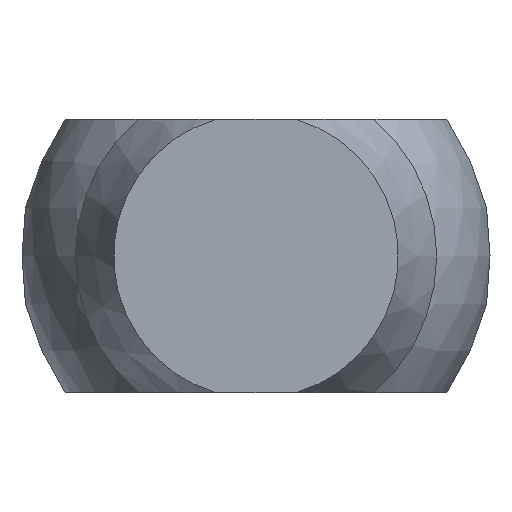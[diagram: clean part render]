
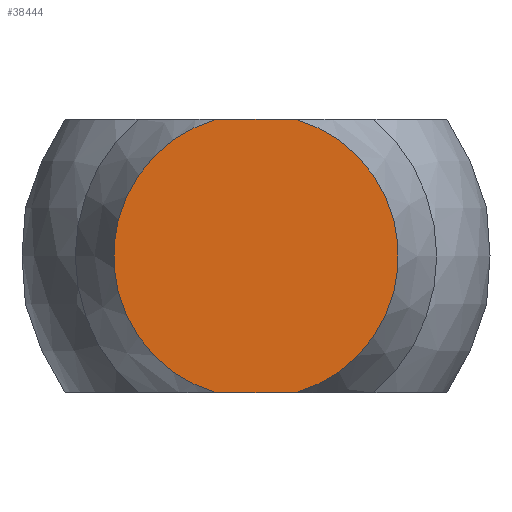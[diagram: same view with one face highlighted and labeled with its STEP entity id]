
A CAD part, left-side view. The second image highlights one B-rep face of the part: STEP entity #38444.
In plain terms, the highlighted planar face has unit normal (-1, 0, 0).
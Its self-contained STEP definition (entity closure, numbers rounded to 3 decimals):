
#722 = PLANE('',#723);
#723 = AXIS2_PLACEMENT_3D('',#724,#725,#726);
#724 = CARTESIAN_POINT('',(0.,6.25,2.5));
#725 = DIRECTION('',(0.,0.,1.));
#726 = DIRECTION('',(0.,-1.,0.));
#36123 = VERTEX_POINT('',#36124);
#36124 = CARTESIAN_POINT('',(-62.5,0.714,2.5));
#36138 = CONICAL_SURFACE('',#36139,2.95,0.391);
#36139 = AXIS2_PLACEMENT_3D('',#36140,#36141,#36142);
#36140 = CARTESIAN_POINT('',(-61.65,0.,0.));
#36141 = DIRECTION('',(1.,0.,0.));
#36142 = DIRECTION('',(-0.,1.,0.));
#36172 = EDGE_CURVE('',#36173,#36123,#36175,.T.);
#36173 = VERTEX_POINT('',#36174);
#36174 = CARTESIAN_POINT('',(-62.5,-0.714,2.5));
#36175 = SURFACE_CURVE('',#36176,(#36180,#36187),.PCURVE_S1.);
#36176 = LINE('',#36177,#36178);
#36177 = CARTESIAN_POINT('',(-62.5,3.125,2.5));
#36178 = VECTOR('',#36179,1.);
#36179 = DIRECTION('',(0.,1.,0.));
#36180 = PCURVE('',#722,#36181);
#36181 = DEFINITIONAL_REPRESENTATION('',(#36182),#36186);
#36182 = LINE('',#36183,#36184);
#36183 = CARTESIAN_POINT('',(3.125,-62.5));
#36184 = VECTOR('',#36185,1.);
#36185 = DIRECTION('',(-1.,0.));
#36186 = ( GEOMETRIC_REPRESENTATION_CONTEXT(2) 
PARAMETRIC_REPRESENTATION_CONTEXT() REPRESENTATION_CONTEXT('2D SPACE',''
  ) );
#36187 = PCURVE('',#36188,#36193);
#36188 = PLANE('',#36189);
#36189 = AXIS2_PLACEMENT_3D('',#36190,#36191,#36192);
#36190 = CARTESIAN_POINT('',(-62.5,0.,0.));
#36191 = DIRECTION('',(1.,0.,0.));
#36192 = DIRECTION('',(0.,0.,-1.));
#36193 = DEFINITIONAL_REPRESENTATION('',(#36194),#36198);
#36194 = LINE('',#36195,#36196);
#36195 = CARTESIAN_POINT('',(-2.5,3.125));
#36196 = VECTOR('',#36197,1.);
#36197 = DIRECTION('',(0.,1.));
#36198 = ( GEOMETRIC_REPRESENTATION_CONTEXT(2) 
PARAMETRIC_REPRESENTATION_CONTEXT() REPRESENTATION_CONTEXT('2D SPACE',''
  ) );
#36216 = CONICAL_SURFACE('',#36217,2.95,0.391);
#36217 = AXIS2_PLACEMENT_3D('',#36218,#36219,#36220);
#36218 = CARTESIAN_POINT('',(-61.65,0.,0.));
#36219 = DIRECTION('',(1.,0.,0.));
#36220 = DIRECTION('',(0.,-1.,0.));
#37675 = PLANE('',#37676);
#37676 = AXIS2_PLACEMENT_3D('',#37677,#37678,#37679);
#37677 = CARTESIAN_POINT('',(0.,-6.25,-2.5));
#37678 = DIRECTION('',(0.,0.,-1.));
#37679 = DIRECTION('',(0.,1.,0.));
#38375 = VERTEX_POINT('',#38376);
#38376 = CARTESIAN_POINT('',(-62.5,0.714,-2.5));
#38419 = EDGE_CURVE('',#36123,#38375,#38420,.T.);
#38420 = SURFACE_CURVE('',#38421,(#38426,#38433),.PCURVE_S1.);
#38421 = CIRCLE('',#38422,2.6);
#38422 = AXIS2_PLACEMENT_3D('',#38423,#38424,#38425);
#38423 = CARTESIAN_POINT('',(-62.5,0.,0.));
#38424 = DIRECTION('',(-1.,0.,0.));
#38425 = DIRECTION('',(0.,1.,0.));
#38426 = PCURVE('',#36138,#38427);
#38427 = DEFINITIONAL_REPRESENTATION('',(#38428),#38432);
#38428 = LINE('',#38429,#38430);
#38429 = CARTESIAN_POINT('',(12.566,-0.85));
#38430 = VECTOR('',#38431,1.);
#38431 = DIRECTION('',(-1.,0.));
#38432 = ( GEOMETRIC_REPRESENTATION_CONTEXT(2) 
PARAMETRIC_REPRESENTATION_CONTEXT() REPRESENTATION_CONTEXT('2D SPACE',''
  ) );
#38433 = PCURVE('',#36188,#38434);
#38434 = DEFINITIONAL_REPRESENTATION('',(#38435),#38443);
#38435 = ( BOUNDED_CURVE() B_SPLINE_CURVE(2,(#38436,#38437,#38438,#38439
    ,#38440,#38441,#38442),.UNSPECIFIED.,.T.,.F.) 
B_SPLINE_CURVE_WITH_KNOTS((1,2,2,2,2,1),(-2.094,0.,
    2.094,4.189,6.283,8.378),
.UNSPECIFIED.) CURVE() GEOMETRIC_REPRESENTATION_ITEM() 
RATIONAL_B_SPLINE_CURVE((1.,0.5,1.,0.5,1.,0.5,1.)) REPRESENTATION_ITEM(
  '') );
#38436 = CARTESIAN_POINT('',(0.,2.6));
#38437 = CARTESIAN_POINT('',(4.503,2.6));
#38438 = CARTESIAN_POINT('',(2.252,-1.3));
#38439 = CARTESIAN_POINT('',(0.,-5.2));
#38440 = CARTESIAN_POINT('',(-2.252,-1.3));
#38441 = CARTESIAN_POINT('',(-4.503,2.6));
#38442 = CARTESIAN_POINT('',(0.,2.6));
#38443 = ( GEOMETRIC_REPRESENTATION_CONTEXT(2) 
PARAMETRIC_REPRESENTATION_CONTEXT() REPRESENTATION_CONTEXT('2D SPACE',''
  ) );
#38444 = ADVANCED_FACE('',(#38445),#36188,.F.);
#38445 = FACE_BOUND('',#38446,.T.);
#38446 = EDGE_LOOP('',(#38447,#38475,#38476,#38477));
#38447 = ORIENTED_EDGE('',*,*,#38448,.T.);
#38448 = EDGE_CURVE('',#38449,#36173,#38451,.T.);
#38449 = VERTEX_POINT('',#38450);
#38450 = CARTESIAN_POINT('',(-62.5,-0.714,-2.5));
#38451 = SURFACE_CURVE('',#38452,(#38457,#38468),.PCURVE_S1.);
#38452 = CIRCLE('',#38453,2.6);
#38453 = AXIS2_PLACEMENT_3D('',#38454,#38455,#38456);
#38454 = CARTESIAN_POINT('',(-62.5,0.,0.));
#38455 = DIRECTION('',(-1.,0.,0.));
#38456 = DIRECTION('',(0.,-1.,0.));
#38457 = PCURVE('',#36188,#38458);
#38458 = DEFINITIONAL_REPRESENTATION('',(#38459),#38467);
#38459 = ( BOUNDED_CURVE() B_SPLINE_CURVE(2,(#38460,#38461,#38462,#38463
    ,#38464,#38465,#38466),.UNSPECIFIED.,.T.,.F.) 
B_SPLINE_CURVE_WITH_KNOTS((1,2,2,2,2,1),(-2.094,0.,
    2.094,4.189,6.283,8.378),
.UNSPECIFIED.) CURVE() GEOMETRIC_REPRESENTATION_ITEM() 
RATIONAL_B_SPLINE_CURVE((1.,0.5,1.,0.5,1.,0.5,1.)) REPRESENTATION_ITEM(
  '') );
#38460 = CARTESIAN_POINT('',(0.,-2.6));
#38461 = CARTESIAN_POINT('',(-4.503,-2.6));
#38462 = CARTESIAN_POINT('',(-2.252,1.3));
#38463 = CARTESIAN_POINT('',(0.,5.2));
#38464 = CARTESIAN_POINT('',(2.252,1.3));
#38465 = CARTESIAN_POINT('',(4.503,-2.6));
#38466 = CARTESIAN_POINT('',(0.,-2.6));
#38467 = ( GEOMETRIC_REPRESENTATION_CONTEXT(2) 
PARAMETRIC_REPRESENTATION_CONTEXT() REPRESENTATION_CONTEXT('2D SPACE',''
  ) );
#38468 = PCURVE('',#36216,#38469);
#38469 = DEFINITIONAL_REPRESENTATION('',(#38470),#38474);
#38470 = LINE('',#38471,#38472);
#38471 = CARTESIAN_POINT('',(12.566,-0.85));
#38472 = VECTOR('',#38473,1.);
#38473 = DIRECTION('',(-1.,0.));
#38474 = ( GEOMETRIC_REPRESENTATION_CONTEXT(2) 
PARAMETRIC_REPRESENTATION_CONTEXT() REPRESENTATION_CONTEXT('2D SPACE',''
  ) );
#38475 = ORIENTED_EDGE('',*,*,#36172,.T.);
#38476 = ORIENTED_EDGE('',*,*,#38419,.T.);
#38477 = ORIENTED_EDGE('',*,*,#38478,.T.);
#38478 = EDGE_CURVE('',#38375,#38449,#38479,.T.);
#38479 = SURFACE_CURVE('',#38480,(#38484,#38491),.PCURVE_S1.);
#38480 = LINE('',#38481,#38482);
#38481 = CARTESIAN_POINT('',(-62.5,-3.125,-2.5));
#38482 = VECTOR('',#38483,1.);
#38483 = DIRECTION('',(0.,-1.,0.));
#38484 = PCURVE('',#36188,#38485);
#38485 = DEFINITIONAL_REPRESENTATION('',(#38486),#38490);
#38486 = LINE('',#38487,#38488);
#38487 = CARTESIAN_POINT('',(2.5,-3.125));
#38488 = VECTOR('',#38489,1.);
#38489 = DIRECTION('',(0.,-1.));
#38490 = ( GEOMETRIC_REPRESENTATION_CONTEXT(2) 
PARAMETRIC_REPRESENTATION_CONTEXT() REPRESENTATION_CONTEXT('2D SPACE',''
  ) );
#38491 = PCURVE('',#37675,#38492);
#38492 = DEFINITIONAL_REPRESENTATION('',(#38493),#38497);
#38493 = LINE('',#38494,#38495);
#38494 = CARTESIAN_POINT('',(3.125,-62.5));
#38495 = VECTOR('',#38496,1.);
#38496 = DIRECTION('',(-1.,0.));
#38497 = ( GEOMETRIC_REPRESENTATION_CONTEXT(2) 
PARAMETRIC_REPRESENTATION_CONTEXT() REPRESENTATION_CONTEXT('2D SPACE',''
  ) );
